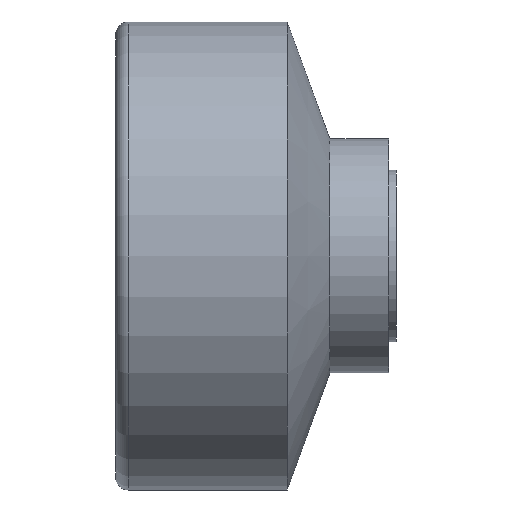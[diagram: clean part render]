
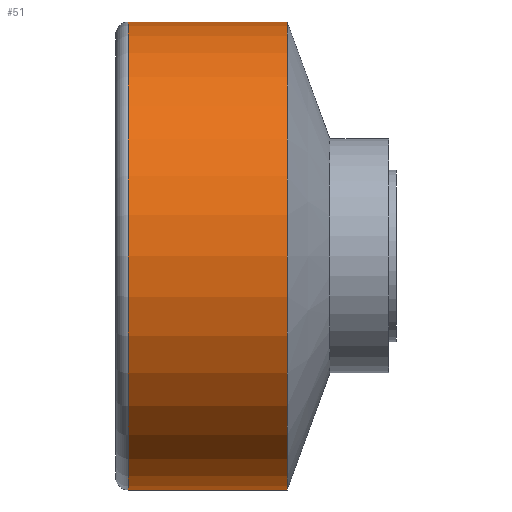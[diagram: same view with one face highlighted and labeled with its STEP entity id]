
A CAD part, front view. The second image highlights one B-rep face of the part: STEP entity #51.
In plain terms, the highlighted cylindrical face has radius 15 mm (diameter 30 mm), a full revolution.
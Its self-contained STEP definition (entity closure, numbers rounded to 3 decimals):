
#51 = ADVANCED_FACE( '', ( #108, #109 ), #110, .T. );
#108 = FACE_OUTER_BOUND( '', #167, .T. );
#109 = FACE_OUTER_BOUND( '', #168, .T. );
#110 = CYLINDRICAL_SURFACE( '', #169, 15. );
#167 = EDGE_LOOP( '', ( #234 ) );
#168 = EDGE_LOOP( '', ( #235 ) );
#169 = AXIS2_PLACEMENT_3D( '', #236, #237, #238 );
#234 = ORIENTED_EDGE( '', *, *, #271, .F. );
#235 = ORIENTED_EDGE( '', *, *, #288, .T. );
#236 = CARTESIAN_POINT( '', ( 18., 0., 0. ) );
#237 = DIRECTION( '', ( -1., 0., 0. ) );
#238 = DIRECTION( '', ( 0., 0., -1. ) );
#271 = EDGE_CURVE( '', #298, #298, #299, .T. );
#288 = EDGE_CURVE( '', #325, #325, #326, .T. );
#298 = VERTEX_POINT( '', #337 );
#299 = CIRCLE( '', #338, 15. );
#325 = VERTEX_POINT( '', #364 );
#326 = CIRCLE( '', #365, 15. );
#337 = CARTESIAN_POINT( '', ( 11., 0., -15. ) );
#338 = AXIS2_PLACEMENT_3D( '', #376, #377, #378 );
#364 = CARTESIAN_POINT( '', ( 0.8, 0., -15. ) );
#365 = AXIS2_PLACEMENT_3D( '', #406, #407, #408 );
#376 = CARTESIAN_POINT( '', ( 11., 0., 0. ) );
#377 = DIRECTION( '', ( 1., 0., 0. ) );
#378 = DIRECTION( '', ( 0., 0., -1. ) );
#406 = CARTESIAN_POINT( '', ( 0.8, 0., 0. ) );
#407 = DIRECTION( '', ( 1., 0., 0. ) );
#408 = DIRECTION( '', ( 0., 0., -1. ) );
